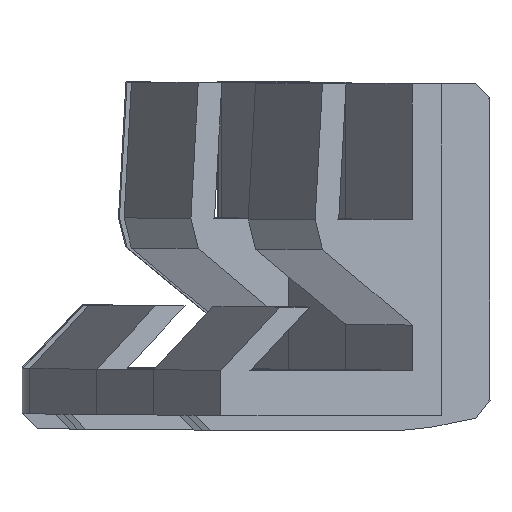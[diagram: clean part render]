
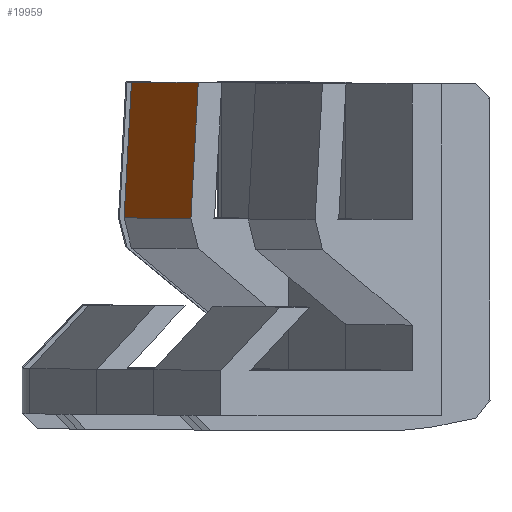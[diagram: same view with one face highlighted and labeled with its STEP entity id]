
A CAD part, left-side view. The second image highlights one B-rep face of the part: STEP entity #19959.
In plain terms, the highlighted face is planar.
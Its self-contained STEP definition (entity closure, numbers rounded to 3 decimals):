
#18064 = PLANE('',#18065);
#18065 = AXIS2_PLACEMENT_3D('',#18066,#18067,#18068);
#18066 = CARTESIAN_POINT('',(-10.5,5.766,9.503));
#18067 = DIRECTION('',(-1.,0.,0.));
#18068 = DIRECTION('',(0.,0.,1.));
#18498 = PLANE('',#18499);
#18499 = AXIS2_PLACEMENT_3D('',#18500,#18501,#18502);
#18500 = CARTESIAN_POINT('',(10.5,5.766,9.503));
#18501 = DIRECTION('',(-1.,0.,0.));
#18502 = DIRECTION('',(0.,0.,1.));
#18758 = VERTEX_POINT('',#18759);
#18759 = CARTESIAN_POINT('',(-10.5,8.1,22.));
#18773 = PLANE('',#18774);
#18774 = AXIS2_PLACEMENT_3D('',#18775,#18776,#18777);
#18775 = CARTESIAN_POINT('',(0.,6.5,22.));
#18776 = DIRECTION('',(0.,0.,-1.));
#18777 = DIRECTION('',(0.,1.,0.));
#18785 = EDGE_CURVE('',#18758,#18786,#18788,.T.);
#18786 = VERTEX_POINT('',#18787);
#18787 = CARTESIAN_POINT('',(-10.5,8.6,13.));
#18788 = SURFACE_CURVE('',#18789,(#18793,#18800),.PCURVE_S1.);
#18789 = LINE('',#18790,#18791);
#18790 = CARTESIAN_POINT('',(-10.5,8.1,22.));
#18791 = VECTOR('',#18792,1.);
#18792 = DIRECTION('',(0.,0.055,-0.998));
#18793 = PCURVE('',#18064,#18794);
#18794 = DEFINITIONAL_REPRESENTATION('',(#18795),#18799);
#18795 = LINE('',#18796,#18797);
#18796 = CARTESIAN_POINT('',(12.497,2.334));
#18797 = VECTOR('',#18798,1.);
#18798 = DIRECTION('',(-0.998,0.055));
#18799 = ( GEOMETRIC_REPRESENTATION_CONTEXT(2) 
PARAMETRIC_REPRESENTATION_CONTEXT() REPRESENTATION_CONTEXT('2D SPACE',''
  ) );
#18800 = PCURVE('',#18801,#18806);
#18801 = PLANE('',#18802);
#18802 = AXIS2_PLACEMENT_3D('',#18803,#18804,#18805);
#18803 = CARTESIAN_POINT('',(0.,8.1,22.));
#18804 = DIRECTION('',(-0.,-0.998,-0.055));
#18805 = DIRECTION('',(0.,0.055,-0.998));
#18806 = DEFINITIONAL_REPRESENTATION('',(#18807),#18811);
#18807 = LINE('',#18808,#18809);
#18808 = CARTESIAN_POINT('',(0.,-10.5));
#18809 = VECTOR('',#18810,1.);
#18810 = DIRECTION('',(1.,0.));
#18811 = ( GEOMETRIC_REPRESENTATION_CONTEXT(2) 
PARAMETRIC_REPRESENTATION_CONTEXT() REPRESENTATION_CONTEXT('2D SPACE',''
  ) );
#18829 = PLANE('',#18830);
#18830 = AXIS2_PLACEMENT_3D('',#18831,#18832,#18833);
#18831 = CARTESIAN_POINT('',(0.,8.6,13.));
#18832 = DIRECTION('',(0.,-0.97,0.243));
#18833 = DIRECTION('',(-0.,-0.243,-0.97));
#19604 = VERTEX_POINT('',#19605);
#19605 = CARTESIAN_POINT('',(10.5,8.1,22.));
#19626 = EDGE_CURVE('',#19604,#19627,#19629,.T.);
#19627 = VERTEX_POINT('',#19628);
#19628 = CARTESIAN_POINT('',(10.5,8.6,13.));
#19629 = SURFACE_CURVE('',#19630,(#19634,#19641),.PCURVE_S1.);
#19630 = LINE('',#19631,#19632);
#19631 = CARTESIAN_POINT('',(10.5,8.1,22.));
#19632 = VECTOR('',#19633,1.);
#19633 = DIRECTION('',(0.,0.055,-0.998));
#19634 = PCURVE('',#18498,#19635);
#19635 = DEFINITIONAL_REPRESENTATION('',(#19636),#19640);
#19636 = LINE('',#19637,#19638);
#19637 = CARTESIAN_POINT('',(12.497,2.334));
#19638 = VECTOR('',#19639,1.);
#19639 = DIRECTION('',(-0.998,0.055));
#19640 = ( GEOMETRIC_REPRESENTATION_CONTEXT(2) 
PARAMETRIC_REPRESENTATION_CONTEXT() REPRESENTATION_CONTEXT('2D SPACE',''
  ) );
#19641 = PCURVE('',#18801,#19642);
#19642 = DEFINITIONAL_REPRESENTATION('',(#19643),#19647);
#19643 = LINE('',#19644,#19645);
#19644 = CARTESIAN_POINT('',(0.,10.5));
#19645 = VECTOR('',#19646,1.);
#19646 = DIRECTION('',(1.,0.));
#19647 = ( GEOMETRIC_REPRESENTATION_CONTEXT(2) 
PARAMETRIC_REPRESENTATION_CONTEXT() REPRESENTATION_CONTEXT('2D SPACE',''
  ) );
#19937 = EDGE_CURVE('',#19604,#18758,#19938,.T.);
#19938 = SURFACE_CURVE('',#19939,(#19943,#19950),.PCURVE_S1.);
#19939 = LINE('',#19940,#19941);
#19940 = CARTESIAN_POINT('',(10.5,8.1,22.));
#19941 = VECTOR('',#19942,1.);
#19942 = DIRECTION('',(-1.,0.,0.));
#19943 = PCURVE('',#18773,#19944);
#19944 = DEFINITIONAL_REPRESENTATION('',(#19945),#19949);
#19945 = LINE('',#19946,#19947);
#19946 = CARTESIAN_POINT('',(1.6,10.5));
#19947 = VECTOR('',#19948,1.);
#19948 = DIRECTION('',(0.,-1.));
#19949 = ( GEOMETRIC_REPRESENTATION_CONTEXT(2) 
PARAMETRIC_REPRESENTATION_CONTEXT() REPRESENTATION_CONTEXT('2D SPACE',''
  ) );
#19950 = PCURVE('',#18801,#19951);
#19951 = DEFINITIONAL_REPRESENTATION('',(#19952),#19956);
#19952 = LINE('',#19953,#19954);
#19953 = CARTESIAN_POINT('',(0.,10.5));
#19954 = VECTOR('',#19955,1.);
#19955 = DIRECTION('',(0.,-1.));
#19956 = ( GEOMETRIC_REPRESENTATION_CONTEXT(2) 
PARAMETRIC_REPRESENTATION_CONTEXT() REPRESENTATION_CONTEXT('2D SPACE',''
  ) );
#19959 = ADVANCED_FACE('',(#19960),#18801,.F.);
#19960 = FACE_BOUND('',#19961,.F.);
#19961 = EDGE_LOOP('',(#19962,#19963,#19984,#19985));
#19962 = ORIENTED_EDGE('',*,*,#18785,.T.);
#19963 = ORIENTED_EDGE('',*,*,#19964,.F.);
#19964 = EDGE_CURVE('',#19627,#18786,#19965,.T.);
#19965 = SURFACE_CURVE('',#19966,(#19970,#19977),.PCURVE_S1.);
#19966 = LINE('',#19967,#19968);
#19967 = CARTESIAN_POINT('',(10.5,8.6,13.));
#19968 = VECTOR('',#19969,1.);
#19969 = DIRECTION('',(-1.,0.,0.));
#19970 = PCURVE('',#18801,#19971);
#19971 = DEFINITIONAL_REPRESENTATION('',(#19972),#19976);
#19972 = LINE('',#19973,#19974);
#19973 = CARTESIAN_POINT('',(9.014,10.5));
#19974 = VECTOR('',#19975,1.);
#19975 = DIRECTION('',(0.,-1.));
#19976 = ( GEOMETRIC_REPRESENTATION_CONTEXT(2) 
PARAMETRIC_REPRESENTATION_CONTEXT() REPRESENTATION_CONTEXT('2D SPACE',''
  ) );
#19977 = PCURVE('',#18829,#19978);
#19978 = DEFINITIONAL_REPRESENTATION('',(#19979),#19983);
#19979 = LINE('',#19980,#19981);
#19980 = CARTESIAN_POINT('',(-0.,10.5));
#19981 = VECTOR('',#19982,1.);
#19982 = DIRECTION('',(0.,-1.));
#19983 = ( GEOMETRIC_REPRESENTATION_CONTEXT(2) 
PARAMETRIC_REPRESENTATION_CONTEXT() REPRESENTATION_CONTEXT('2D SPACE',''
  ) );
#19984 = ORIENTED_EDGE('',*,*,#19626,.F.);
#19985 = ORIENTED_EDGE('',*,*,#19937,.T.);
